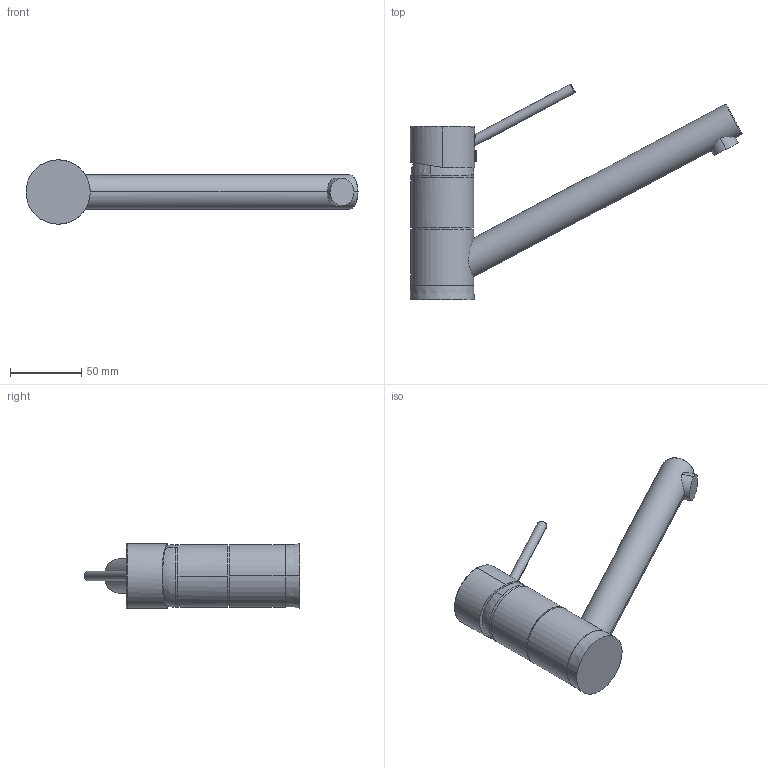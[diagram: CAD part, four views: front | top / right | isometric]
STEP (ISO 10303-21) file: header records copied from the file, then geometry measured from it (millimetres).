
FILE_DESCRIPTION(('STEP AP214'),'1');
FILE_NAME('Kludi Scope 1 Niederdruck.STP','2026-01-13T12:16:44',(' '),(' '),'Spatial InterOp 3D',' ',' ');
FILE_SCHEMA(('AUTOMOTIVE_DESIGN { 1 0 10303 214 1 1 1 1 }'));
Length unit declared in the file: millimetre
Products named in the file (4): ASSEM1; Kludi Scope 1 Niederdruck
Assembly tree (3 placements, depth 3):
  Kludi Scope 1 Niederdruck
    (unnamed)
      ASSEM1
      (unnamed)
Bounding box: 233.21 x 151.62 x 45.13 mm (x, y, z)
Volume: 287800.7 mm3; surface area: 41522.1 mm2
Topology: 2 solids, 2 shells, 57 faces, 135 edges, 85 vertices
Faces by surface type: cylinder 22, plane 15, torus 10, cone 4, sphere 4, bspline 2
Entity records: 2306 total; most frequent: CARTESIAN_POINT 975, DIRECTION 286, ORIENTED_EDGE 248, AXIS2_PLACEMENT_3D 127, EDGE_CURVE 124, VERTEX_POINT 78, CIRCLE 69, EDGE_LOOP 60
